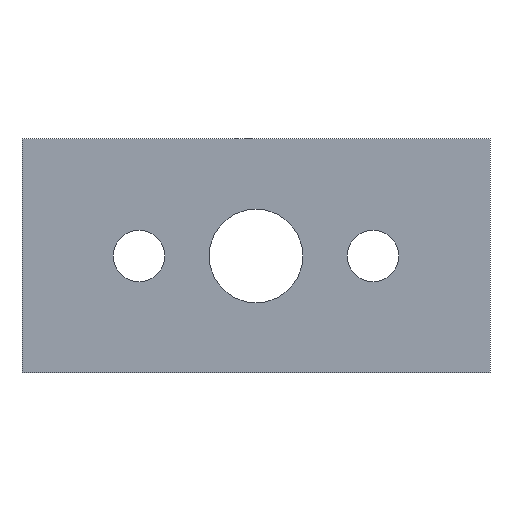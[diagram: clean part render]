
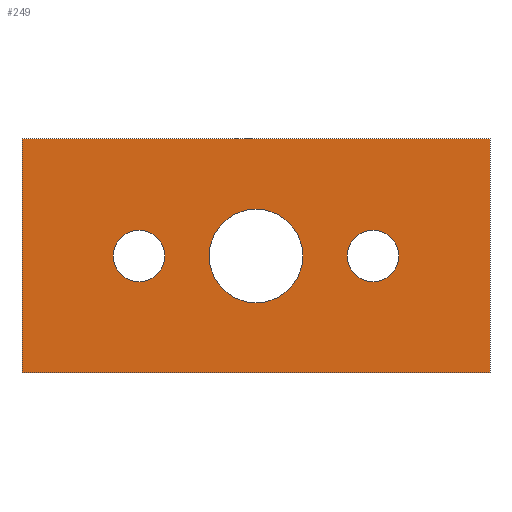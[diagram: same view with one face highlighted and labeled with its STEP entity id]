
A CAD part, front view. The second image highlights one B-rep face of the part: STEP entity #249.
In plain terms, the highlighted planar face has unit normal (0, -1, 0).
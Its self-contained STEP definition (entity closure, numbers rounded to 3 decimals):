
#2 = EDGE_CURVE ( 'NONE', #15, #618, #148, .T. ) ;
#15 = VERTEX_POINT ( 'NONE', #189 ) ;
#17 = EDGE_CURVE ( 'NONE', #30, #15, #187, .T. ) ;
#27 = VERTEX_POINT ( 'NONE', #184 ) ;
#30 = VERTEX_POINT ( 'NONE', #219 ) ;
#37 = EDGE_CURVE ( 'NONE', #618, #85, #215, .T. ) ;
#41 = VERTEX_POINT ( 'NONE', #202 ) ;
#56 = EDGE_CURVE ( 'NONE', #63, #67, #313, .T. ) ;
#60 = VERTEX_POINT ( 'NONE', #280 ) ;
#63 = VERTEX_POINT ( 'NONE', #310 ) ;
#67 = VERTEX_POINT ( 'NONE', #306 ) ;
#69 = EDGE_CURVE ( 'NONE', #60, #77, #308, .T. ) ;
#77 = VERTEX_POINT ( 'NONE', #590 ) ;
#85 = VERTEX_POINT ( 'NONE', #552 ) ;
#94 = EDGE_LOOP ( 'NONE', ( #173, #174 ) ) ;
#95 = ORIENTED_EDGE ( 'NONE', *, *, #69, .F. ) ;
#113 = ORIENTED_EDGE ( 'NONE', *, *, #614, .F. ) ;
#114 = ORIENTED_EDGE ( 'NONE', *, *, #37, .F. ) ;
#130 = EDGE_LOOP ( 'NONE', ( #131, #140 ) ) ;
#131 = ORIENTED_EDGE ( 'NONE', *, *, #611, .F. ) ;
#140 = ORIENTED_EDGE ( 'NONE', *, *, #250, .F. ) ;
#145 = DIRECTION ( 'NONE',  ( 1., 0., 0. ) ) ;
#146 = VECTOR ( 'NONE', #145, 1000. ) ;
#147 = CARTESIAN_POINT ( 'NONE',  ( -30., 0., 15. ) ) ;
#148 = LINE ( 'NONE', #147, #146 ) ;
#173 = ORIENTED_EDGE ( 'NONE', *, *, #56, .F. ) ;
#174 = ORIENTED_EDGE ( 'NONE', *, *, #262, .F. ) ;
#184 = CARTESIAN_POINT ( 'NONE',  ( 0., 0., 6. ) ) ;
#187 = LINE ( 'NONE', #228, #227 ) ;
#189 = CARTESIAN_POINT ( 'NONE',  ( -30., 0., 15. ) ) ;
#192 = ORIENTED_EDGE ( 'NONE', *, *, #2, .F. ) ;
#202 = CARTESIAN_POINT ( 'NONE',  ( 0., 0., -6. ) ) ;
#203 = EDGE_LOOP ( 'NONE', ( #95, #251 ) ) ;
#213 = DIRECTION ( 'NONE',  ( 0., 0., -1. ) ) ;
#214 = CARTESIAN_POINT ( 'NONE',  ( 30., 0., 15. ) ) ;
#215 = LINE ( 'NONE', #214, #240 ) ;
#219 = CARTESIAN_POINT ( 'NONE',  ( -30., 0., -15. ) ) ;
#226 = DIRECTION ( 'NONE',  ( 0., 0., 1. ) ) ;
#227 = VECTOR ( 'NONE', #226, 1000. ) ;
#228 = CARTESIAN_POINT ( 'NONE',  ( -30., 0., 15. ) ) ;
#230 = EDGE_CURVE ( 'NONE', #77, #60, #346, .T. ) ;
#236 = EDGE_LOOP ( 'NONE', ( #237, #113, #114, #192 ) ) ;
#237 = ORIENTED_EDGE ( 'NONE', *, *, #17, .F. ) ;
#240 = VECTOR ( 'NONE', #213, 1000. ) ;
#249 = ADVANCED_FACE ( 'NONE', ( #355, #348, #354, #338 ), #333, .T. ) ;
#250 = EDGE_CURVE ( 'NONE', #41, #27, #349, .T. ) ;
#251 = ORIENTED_EDGE ( 'NONE', *, *, #230, .F. ) ;
#262 = EDGE_CURVE ( 'NONE', #67, #63, #581, .T. ) ;
#274 = DIRECTION ( 'NONE',  ( 0., 0., -1. ) ) ;
#275 = AXIS2_PLACEMENT_3D ( 'NONE', #277, #286, #274 ) ;
#277 = CARTESIAN_POINT ( 'NONE',  ( -15., 0., 0. ) ) ;
#278 = DIRECTION ( 'NONE',  ( 0., 0., -1. ) ) ;
#279 = DIRECTION ( 'NONE',  ( 0., -1., 0. ) ) ;
#280 = CARTESIAN_POINT ( 'NONE',  ( -15., 0., 3.3 ) ) ;
#286 = DIRECTION ( 'NONE',  ( 0., -1., 0. ) ) ;
#299 = CARTESIAN_POINT ( 'NONE',  ( 15., 0., 0. ) ) ;
#300 = AXIS2_PLACEMENT_3D ( 'NONE', #299, #279, #278 ) ;
#306 = CARTESIAN_POINT ( 'NONE',  ( 15., 0., -3.3 ) ) ;
#308 = CIRCLE ( 'NONE', #275, 3.3 ) ;
#310 = CARTESIAN_POINT ( 'NONE',  ( 15., 0., 3.3 ) ) ;
#313 = CIRCLE ( 'NONE', #300, 3.3 ) ;
#325 = AXIS2_PLACEMENT_3D ( 'NONE', #326, #337, #336 ) ;
#326 = CARTESIAN_POINT ( 'NONE',  ( -15., 0., 0. ) ) ;
#333 = PLANE ( 'NONE',  #353 ) ;
#334 = DIRECTION ( 'NONE',  ( 0., -1., 0. ) ) ;
#335 = CARTESIAN_POINT ( 'NONE',  ( 0., 0., 0. ) ) ;
#336 = DIRECTION ( 'NONE',  ( 0., 0., -1. ) ) ;
#337 = DIRECTION ( 'NONE',  ( 0., -1., 0. ) ) ;
#338 = FACE_OUTER_BOUND ( 'NONE', #236, .T. ) ;
#346 = CIRCLE ( 'NONE', #325, 3.3 ) ;
#348 = FACE_BOUND ( 'NONE', #203, .T. ) ;
#349 = CIRCLE ( 'NONE', #365, 6. ) ;
#353 = AXIS2_PLACEMENT_3D ( 'NONE', #366, #359, #360 ) ;
#354 = FACE_BOUND ( 'NONE', #130, .T. ) ;
#355 = FACE_BOUND ( 'NONE', #94, .T. ) ;
#359 = DIRECTION ( 'NONE',  ( 0., -1., 0. ) ) ;
#360 = DIRECTION ( 'NONE',  ( 0., 0., -1. ) ) ;
#365 = AXIS2_PLACEMENT_3D ( 'NONE', #335, #334, #525 ) ;
#366 = CARTESIAN_POINT ( 'NONE',  ( -30., 0., -15. ) ) ;
#397 = DIRECTION ( 'NONE',  ( -1., 0., 0. ) ) ;
#398 = VECTOR ( 'NONE', #397, 1000. ) ;
#402 = CARTESIAN_POINT ( 'NONE',  ( -30., 0., -15. ) ) ;
#403 = LINE ( 'NONE', #402, #398 ) ;
#404 = CARTESIAN_POINT ( 'NONE',  ( 30., 0., 15. ) ) ;
#405 = DIRECTION ( 'NONE',  ( 0., 0., -1. ) ) ;
#406 = DIRECTION ( 'NONE',  ( 0., -1., 0. ) ) ;
#413 = AXIS2_PLACEMENT_3D ( 'NONE', #418, #406, #405 ) ;
#418 = CARTESIAN_POINT ( 'NONE',  ( 0., 0., 0. ) ) ;
#423 = CIRCLE ( 'NONE', #413, 6. ) ;
#525 = DIRECTION ( 'NONE',  ( 0., 0., -1. ) ) ;
#544 = DIRECTION ( 'NONE',  ( 0., -1., 0. ) ) ;
#545 = DIRECTION ( 'NONE',  ( 0., 0., -1. ) ) ;
#552 = CARTESIAN_POINT ( 'NONE',  ( 30., 0., -15. ) ) ;
#568 = CARTESIAN_POINT ( 'NONE',  ( 15., 0., 0. ) ) ;
#569 = AXIS2_PLACEMENT_3D ( 'NONE', #568, #544, #545 ) ;
#581 = CIRCLE ( 'NONE', #569, 3.3 ) ;
#590 = CARTESIAN_POINT ( 'NONE',  ( -15., 0., -3.3 ) ) ;
#611 = EDGE_CURVE ( 'NONE', #27, #41, #423, .T. ) ;
#614 = EDGE_CURVE ( 'NONE', #85, #30, #403, .T. ) ;
#618 = VERTEX_POINT ( 'NONE', #404 ) ;
